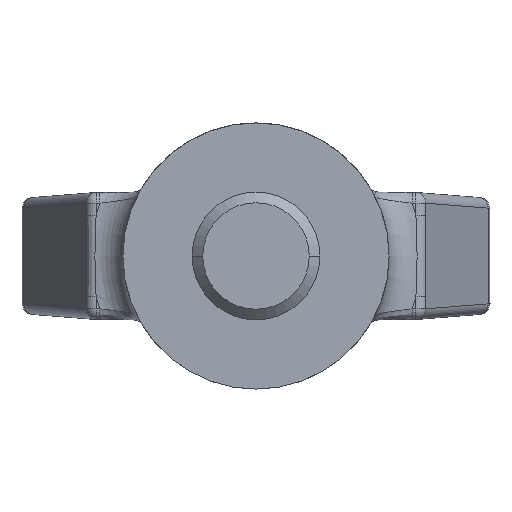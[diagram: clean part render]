
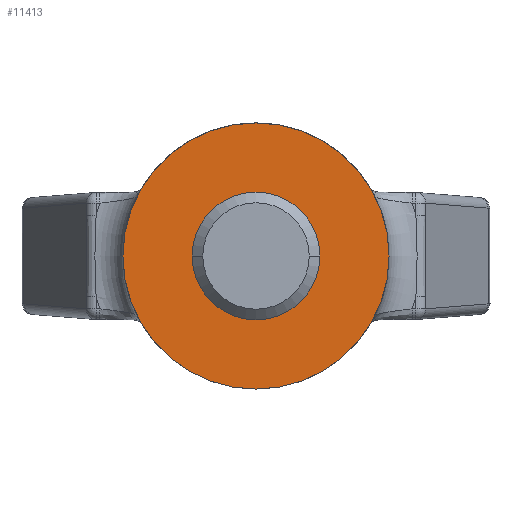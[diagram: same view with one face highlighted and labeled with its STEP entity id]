
A CAD part, front view. The second image highlights one B-rep face of the part: STEP entity #11413.
In plain terms, the highlighted planar face has unit normal (0, -1, 0).
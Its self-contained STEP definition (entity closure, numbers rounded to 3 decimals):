
#2367=CARTESIAN_POINT('',(0.,-86.,0.));
#2368=DIRECTION('',(0.,-1.,0.));
#2369=DIRECTION('',(-1.,0.,0.));
#2370=AXIS2_PLACEMENT_3D('',#2367,#2368,#2369);
#2372=CARTESIAN_POINT('',(0.,-86.,0.));
#2373=DIRECTION('',(0.,1.,0.));
#2374=DIRECTION('',(-1.,0.,0.));
#2375=AXIS2_PLACEMENT_3D('',#2372,#2373,#2374);
#6060=CARTESIAN_POINT('',(-50.,-86.,0.));
#6061=CARTESIAN_POINT('',(50.,-86.,0.));
#6062=VERTEX_POINT('',#6060);
#6063=VERTEX_POINT('',#6061);
#11404=CARTESIAN_POINT('',(0.,-86.,0.));
#11405=DIRECTION('',(0.,1.,0.));
#11406=DIRECTION('',(1.,0.,0.));
#11407=AXIS2_PLACEMENT_3D('',#11404,#11405,#11406);
#11408=PLANE('',#11407);
#11409=ORIENTED_EDGE('',*,*,#8453,.F.);
#11410=ORIENTED_EDGE('',*,*,#11370,.T.);
#11411=EDGE_LOOP('',(#11409,#11410));
#11412=FACE_OUTER_BOUND('',#11411,.F.);
#11413=ADVANCED_FACE('',(#11412),#11408,.F.);
#2371=CIRCLE('',#2370,50.);
#2376=CIRCLE('',#2375,50.);
#8453=EDGE_CURVE('',#6062,#6063,#2371,.T.);
#11370=EDGE_CURVE('',#6062,#6063,#2376,.T.);
